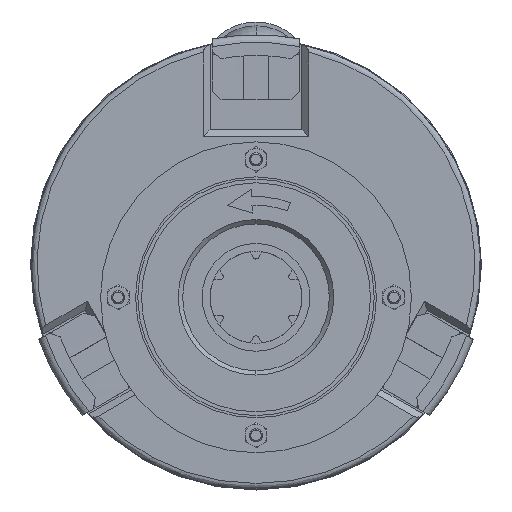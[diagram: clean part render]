
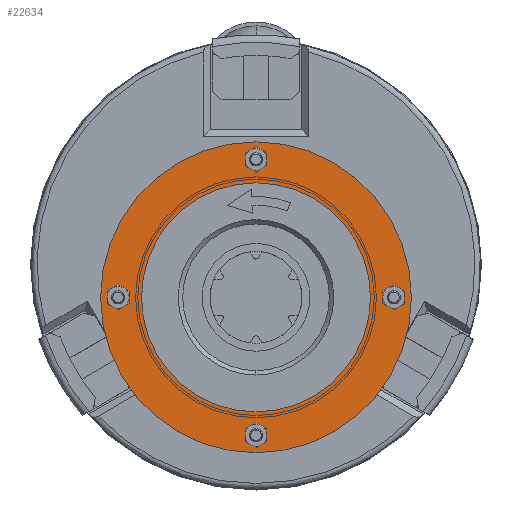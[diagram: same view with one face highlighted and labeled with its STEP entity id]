
A CAD part, front view. The second image highlights one B-rep face of the part: STEP entity #22634.
In plain terms, the highlighted planar face has unit normal (0, -1, 0).
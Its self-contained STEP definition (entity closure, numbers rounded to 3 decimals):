
#40 = DIRECTION ( 'NONE',  ( 0., 1., 0. ) ) ;
#888 = VERTEX_POINT ( 'NONE', #1859 ) ;
#1235 = EDGE_LOOP ( 'NONE', ( #6389, #9472 ) ) ;
#1472 = CARTESIAN_POINT ( 'NONE',  ( 0., 3., 0. ) ) ;
#1859 = CARTESIAN_POINT ( 'NONE',  ( 0., 3., -65.5 ) ) ;
#2064 = VERTEX_POINT ( 'NONE', #33134 ) ;
#2233 = DIRECTION ( 'NONE',  ( 0., -1., 0. ) ) ;
#2316 = EDGE_CURVE ( 'NONE', #22422, #26272, #39723, .T. ) ;
#2465 = VERTEX_POINT ( 'NONE', #20869 ) ;
#2812 = AXIS2_PLACEMENT_3D ( 'NONE', #44157, #12163, #37340 ) ;
#2858 = DIRECTION ( 'NONE',  ( 0., 0., 1. ) ) ;
#2913 = AXIS2_PLACEMENT_3D ( 'NONE', #26782, #5607, #16630 ) ;
#3407 = CARTESIAN_POINT ( 'NONE',  ( -63., 3., 2.5 ) ) ;
#3584 = CIRCLE ( 'NONE', #2812, 71. ) ;
#4584 = EDGE_LOOP ( 'NONE', ( #23149, #40233 ) ) ;
#5318 = CIRCLE ( 'NONE', #42103, 52.3 ) ;
#5382 = EDGE_CURVE ( 'NONE', #2465, #43599, #29117, .T. ) ;
#5607 = DIRECTION ( 'NONE',  ( 0., 1., 0. ) ) ;
#5853 = EDGE_LOOP ( 'NONE', ( #16523, #35711 ) ) ;
#5936 = DIRECTION ( 'NONE',  ( 0., 0., -1. ) ) ;
#6238 = PLANE ( 'NONE',  #7274 ) ;
#6389 = ORIENTED_EDGE ( 'NONE', *, *, #34852, .T. ) ;
#6459 = CARTESIAN_POINT ( 'NONE',  ( 0., 3., 63. ) ) ;
#6695 = DIRECTION ( 'NONE',  ( 0., 1., 0. ) ) ;
#7001 = AXIS2_PLACEMENT_3D ( 'NONE', #40377, #8156, #33303 ) ;
#7197 = DIRECTION ( 'NONE',  ( 0., 1., 0. ) ) ;
#7263 = EDGE_CURVE ( 'NONE', #24529, #8106, #35077, .T. ) ;
#7274 = AXIS2_PLACEMENT_3D ( 'NONE', #42419, #2233, #41504 ) ;
#7797 = EDGE_CURVE ( 'NONE', #8106, #24529, #3584, .T. ) ;
#7799 = DIRECTION ( 'NONE',  ( 0., 0., -1. ) ) ;
#8106 = VERTEX_POINT ( 'NONE', #25789 ) ;
#8156 = DIRECTION ( 'NONE',  ( 0., 1., 0. ) ) ;
#9472 = ORIENTED_EDGE ( 'NONE', *, *, #31100, .T. ) ;
#9553 = AXIS2_PLACEMENT_3D ( 'NONE', #45778, #13550, #27938 ) ;
#11547 = DIRECTION ( 'NONE',  ( 0., 1., 0. ) ) ;
#11773 = CIRCLE ( 'NONE', #44788, 2.5 ) ;
#12163 = DIRECTION ( 'NONE',  ( 0., 1., 0. ) ) ;
#12534 = ORIENTED_EDGE ( 'NONE', *, *, #23334, .T. ) ;
#13030 = FACE_BOUND ( 'NONE', #1235, .T. ) ;
#13550 = DIRECTION ( 'NONE',  ( 0., 1., 0. ) ) ;
#16523 = ORIENTED_EDGE ( 'NONE', *, *, #37481, .T. ) ;
#16596 = ORIENTED_EDGE ( 'NONE', *, *, #18530, .T. ) ;
#16630 = DIRECTION ( 'NONE',  ( 0., 0., -1. ) ) ;
#17813 = AXIS2_PLACEMENT_3D ( 'NONE', #18571, #32924, #19032 ) ;
#17939 = CARTESIAN_POINT ( 'NONE',  ( 0., 3., 0. ) ) ;
#18069 = CIRCLE ( 'NONE', #33079, 2.5 ) ;
#18530 = EDGE_CURVE ( 'NONE', #888, #2064, #29336, .T. ) ;
#18571 = CARTESIAN_POINT ( 'NONE',  ( 63., 3., 0. ) ) ;
#19032 = DIRECTION ( 'NONE',  ( 0., 0., -1. ) ) ;
#20795 = CIRCLE ( 'NONE', #9553, 2.5 ) ;
#20869 = CARTESIAN_POINT ( 'NONE',  ( 63., 3., 2.5 ) ) ;
#21802 = AXIS2_PLACEMENT_3D ( 'NONE', #22013, #7197, #32819 ) ;
#22013 = CARTESIAN_POINT ( 'NONE',  ( 0., 3., -63. ) ) ;
#22422 = VERTEX_POINT ( 'NONE', #25320 ) ;
#22634 = ADVANCED_FACE ( 'NONE', ( #31397, #27878, #38679, #13030, #27401, #41725 ), #6238, .T. ) ;
#22715 = EDGE_CURVE ( 'NONE', #26272, #22422, #11773, .T. ) ;
#23149 = ORIENTED_EDGE ( 'NONE', *, *, #7263, .F. ) ;
#23334 = EDGE_CURVE ( 'NONE', #2064, #888, #20795, .T. ) ;
#23793 = CARTESIAN_POINT ( 'NONE',  ( -63., 3., 0. ) ) ;
#24529 = VERTEX_POINT ( 'NONE', #34315 ) ;
#25126 = ORIENTED_EDGE ( 'NONE', *, *, #25365, .T. ) ;
#25320 = CARTESIAN_POINT ( 'NONE',  ( 0., 3., 60.5 ) ) ;
#25365 = EDGE_CURVE ( 'NONE', #27987, #27410, #5318, .T. ) ;
#25632 = EDGE_CURVE ( 'NONE', #27410, #27987, #37621, .T. ) ;
#25682 = CARTESIAN_POINT ( 'NONE',  ( -63., 3., 0. ) ) ;
#25789 = CARTESIAN_POINT ( 'NONE',  ( 0., 3., -71. ) ) ;
#26272 = VERTEX_POINT ( 'NONE', #36840 ) ;
#26782 = CARTESIAN_POINT ( 'NONE',  ( 0., 3., 63. ) ) ;
#26834 = AXIS2_PLACEMENT_3D ( 'NONE', #17939, #45927, #46386 ) ;
#27293 = CIRCLE ( 'NONE', #7001, 2.5 ) ;
#27401 = FACE_BOUND ( 'NONE', #43057, .T. ) ;
#27410 = VERTEX_POINT ( 'NONE', #33354 ) ;
#27878 = FACE_BOUND ( 'NONE', #5853, .T. ) ;
#27938 = DIRECTION ( 'NONE',  ( 0., 0., -1. ) ) ;
#27987 = VERTEX_POINT ( 'NONE', #33157 ) ;
#29069 = CIRCLE ( 'NONE', #40349, 2.5 ) ;
#29117 = CIRCLE ( 'NONE', #17813, 2.5 ) ;
#29255 = DIRECTION ( 'NONE',  ( 0., 0., 1. ) ) ;
#29336 = CIRCLE ( 'NONE', #21802, 2.5 ) ;
#29754 = ORIENTED_EDGE ( 'NONE', *, *, #25632, .T. ) ;
#30124 = VERTEX_POINT ( 'NONE', #34370 ) ;
#31100 = EDGE_CURVE ( 'NONE', #44804, #30124, #29069, .T. ) ;
#31397 = FACE_BOUND ( 'NONE', #43125, .T. ) ;
#32762 = DIRECTION ( 'NONE',  ( 0., 1., 0. ) ) ;
#32819 = DIRECTION ( 'NONE',  ( 0., 0., -1. ) ) ;
#32924 = DIRECTION ( 'NONE',  ( 0., 1., 0. ) ) ;
#33079 = AXIS2_PLACEMENT_3D ( 'NONE', #25682, #11547, #7799 ) ;
#33134 = CARTESIAN_POINT ( 'NONE',  ( 0., 3., -60.5 ) ) ;
#33157 = CARTESIAN_POINT ( 'NONE',  ( 0., 3., -52.3 ) ) ;
#33303 = DIRECTION ( 'NONE',  ( 0., 0., -1. ) ) ;
#33354 = CARTESIAN_POINT ( 'NONE',  ( 0., 3., 52.3 ) ) ;
#34315 = CARTESIAN_POINT ( 'NONE',  ( 0., 3., 71. ) ) ;
#34370 = CARTESIAN_POINT ( 'NONE',  ( -63., 3., -2.5 ) ) ;
#34852 = EDGE_CURVE ( 'NONE', #30124, #44804, #18069, .T. ) ;
#35077 = CIRCLE ( 'NONE', #26834, 71. ) ;
#35147 = DIRECTION ( 'NONE',  ( 0., 0., -1. ) ) ;
#35711 = ORIENTED_EDGE ( 'NONE', *, *, #5382, .T. ) ;
#36840 = CARTESIAN_POINT ( 'NONE',  ( 0., 3., 65.5 ) ) ;
#37340 = DIRECTION ( 'NONE',  ( 0., 0., 1. ) ) ;
#37481 = EDGE_CURVE ( 'NONE', #43599, #2465, #27293, .T. ) ;
#37621 = CIRCLE ( 'NONE', #44347, 52.3 ) ;
#37861 = ORIENTED_EDGE ( 'NONE', *, *, #22715, .T. ) ;
#38148 = DIRECTION ( 'NONE',  ( 0., 1., 0. ) ) ;
#38679 = FACE_BOUND ( 'NONE', #44378, .T. ) ;
#39723 = CIRCLE ( 'NONE', #2913, 2.5 ) ;
#40233 = ORIENTED_EDGE ( 'NONE', *, *, #7797, .F. ) ;
#40349 = AXIS2_PLACEMENT_3D ( 'NONE', #23793, #38148, #5936 ) ;
#40360 = ORIENTED_EDGE ( 'NONE', *, *, #2316, .T. ) ;
#40377 = CARTESIAN_POINT ( 'NONE',  ( 63., 3., 0. ) ) ;
#41504 = DIRECTION ( 'NONE',  ( 0., 0., -1. ) ) ;
#41725 = FACE_OUTER_BOUND ( 'NONE', #4584, .T. ) ;
#42103 = AXIS2_PLACEMENT_3D ( 'NONE', #1472, #32762, #29255 ) ;
#42419 = CARTESIAN_POINT ( 'NONE',  ( -142., 3., -142. ) ) ;
#42580 = CARTESIAN_POINT ( 'NONE',  ( 0., 3., 0. ) ) ;
#43057 = EDGE_LOOP ( 'NONE', ( #29754, #25126 ) ) ;
#43125 = EDGE_LOOP ( 'NONE', ( #16596, #12534 ) ) ;
#43599 = VERTEX_POINT ( 'NONE', #43824 ) ;
#43824 = CARTESIAN_POINT ( 'NONE',  ( 63., 3., -2.5 ) ) ;
#44157 = CARTESIAN_POINT ( 'NONE',  ( 0., 3., 0. ) ) ;
#44347 = AXIS2_PLACEMENT_3D ( 'NONE', #42580, #40, #2858 ) ;
#44378 = EDGE_LOOP ( 'NONE', ( #40360, #37861 ) ) ;
#44788 = AXIS2_PLACEMENT_3D ( 'NONE', #6459, #6695, #35147 ) ;
#44804 = VERTEX_POINT ( 'NONE', #3407 ) ;
#45778 = CARTESIAN_POINT ( 'NONE',  ( 0., 3., -63. ) ) ;
#45927 = DIRECTION ( 'NONE',  ( 0., 1., 0. ) ) ;
#46386 = DIRECTION ( 'NONE',  ( 0., 0., 1. ) ) ;
